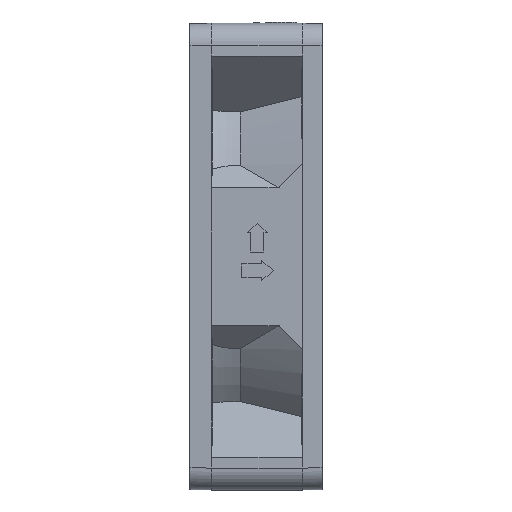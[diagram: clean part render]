
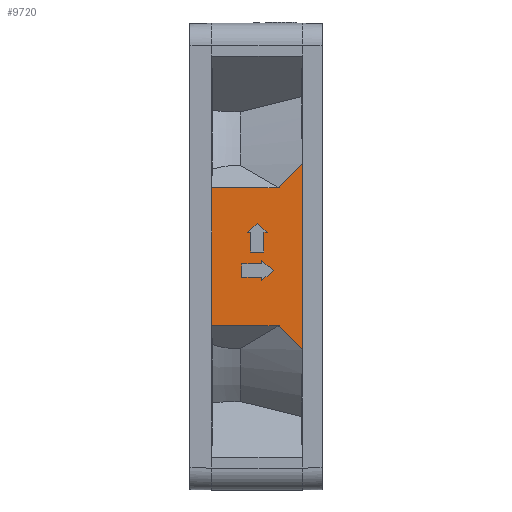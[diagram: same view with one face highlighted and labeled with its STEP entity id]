
A CAD part, left-side view. The second image highlights one B-rep face of the part: STEP entity #9720.
In plain terms, the highlighted planar face has unit normal (-1, 0, 0).
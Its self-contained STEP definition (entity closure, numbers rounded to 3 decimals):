
#1383=DIRECTION('',(0.,0.,-1.));
#1384=VECTOR('',#1383,20.775);
#1385=CARTESIAN_POINT('',(-35.15,16.5,10.388));
#1386=LINE('',#1385,#1384);
#1439=CARTESIAN_POINT('',(-35.15,2.9,-14.043));
#1440=CARTESIAN_POINT('',(-35.15,3.345,-13.63));
#1441=CARTESIAN_POINT('',(-35.15,4.196,-12.809));
#1442=CARTESIAN_POINT('',(-35.15,5.357,-11.59));
#1443=CARTESIAN_POINT('',(-35.15,6.053,-10.787));
#1444=CARTESIAN_POINT('',(-35.15,6.381,-10.388));
#1446=DIRECTION('',(0.,1.,0.));
#1447=VECTOR('',#1446,10.119);
#1448=CARTESIAN_POINT('',(-35.15,6.381,-10.388));
#1449=LINE('',#1448,#1447);
#1450=DIRECTION('',(0.,1.,0.));
#1451=VECTOR('',#1450,10.119);
#1452=CARTESIAN_POINT('',(-35.15,6.381,10.388));
#1453=LINE('',#1452,#1451);
#1454=CARTESIAN_POINT('',(-35.15,2.9,14.043));
#1455=CARTESIAN_POINT('',(-35.15,3.346,13.629));
#1456=CARTESIAN_POINT('',(-35.15,4.199,12.806));
#1457=CARTESIAN_POINT('',(-35.15,5.359,11.588));
#1458=CARTESIAN_POINT('',(-35.15,6.054,10.786));
#1459=CARTESIAN_POINT('',(-35.15,6.381,10.388));
#1461=DIRECTION('',(0.,0.768,-0.64));
#1462=VECTOR('',#1461,1.953);
#1463=CARTESIAN_POINT('',(-35.15,9.655,4.95));
#1464=LINE('',#1463,#1462);
#1465=DIRECTION('',(0.,-1.,0.));
#1466=VECTOR('',#1465,0.5);
#1467=CARTESIAN_POINT('',(-35.15,11.155,3.7));
#1468=LINE('',#1467,#1466);
#1469=DIRECTION('',(0.,0.,-1.));
#1470=VECTOR('',#1469,3.);
#1471=CARTESIAN_POINT('',(-35.15,10.655,3.7));
#1472=LINE('',#1471,#1470);
#1473=DIRECTION('',(0.,-1.,0.));
#1474=VECTOR('',#1473,2.);
#1475=CARTESIAN_POINT('',(-35.15,10.655,0.7));
#1476=LINE('',#1475,#1474);
#1477=DIRECTION('',(0.,0.,1.));
#1478=VECTOR('',#1477,3.);
#1479=CARTESIAN_POINT('',(-35.15,8.655,0.7));
#1480=LINE('',#1479,#1478);
#1481=DIRECTION('',(0.,-1.,0.));
#1482=VECTOR('',#1481,0.5);
#1483=CARTESIAN_POINT('',(-35.15,8.655,3.7));
#1484=LINE('',#1483,#1482);
#1485=DIRECTION('',(0.,0.768,0.64));
#1486=VECTOR('',#1485,1.953);
#1487=CARTESIAN_POINT('',(-35.15,8.155,3.7));
#1488=LINE('',#1487,#1486);
#1489=DIRECTION('',(0.,0.,-1.));
#1490=VECTOR('',#1489,0.5);
#1491=CARTESIAN_POINT('',(-35.15,9.,-0.6));
#1492=LINE('',#1491,#1490);
#1493=DIRECTION('',(0.,1.,0.));
#1494=VECTOR('',#1493,3.);
#1495=CARTESIAN_POINT('',(-35.15,9.,-1.1));
#1496=LINE('',#1495,#1494);
#1497=DIRECTION('',(0.,0.,-1.));
#1498=VECTOR('',#1497,2.);
#1499=CARTESIAN_POINT('',(-35.15,12.,-1.1));
#1500=LINE('',#1499,#1498);
#1501=DIRECTION('',(0.,-1.,0.));
#1502=VECTOR('',#1501,3.);
#1503=CARTESIAN_POINT('',(-35.15,12.,-3.1));
#1504=LINE('',#1503,#1502);
#1505=DIRECTION('',(0.,0.,-1.));
#1506=VECTOR('',#1505,0.5);
#1507=CARTESIAN_POINT('',(-35.15,9.,-3.1));
#1508=LINE('',#1507,#1506);
#1509=DIRECTION('',(0.,-0.768,0.64));
#1510=VECTOR('',#1509,2.343);
#1511=CARTESIAN_POINT('',(-35.15,9.,-3.6));
#1512=LINE('',#1511,#1510);
#1513=DIRECTION('',(0.,0.768,0.64));
#1514=VECTOR('',#1513,2.343);
#1515=CARTESIAN_POINT('',(-35.15,7.2,-2.1));
#1516=LINE('',#1515,#1514);
#6477=DIRECTION('',(0.,0.,1.));
#6478=VECTOR('',#6477,28.086);
#6479=CARTESIAN_POINT('',(-35.15,2.9,-14.043));
#6480=LINE('',#6479,#6478);
#6663=CARTESIAN_POINT('',(-35.15,6.381,-10.388));
#6693=CARTESIAN_POINT('',(-35.15,6.381,10.388));
#7064=VERTEX_POINT('',#6693);
#7171=CARTESIAN_POINT('',(-35.15,16.5,10.388));
#7172=VERTEX_POINT('',#7171);
#7176=VERTEX_POINT('',#1454);
#7343=CARTESIAN_POINT('',(-35.15,2.9,-14.043));
#7345=VERTEX_POINT('',#7343);
#7421=VERTEX_POINT('',#6663);
#7423=CARTESIAN_POINT('',(-35.15,16.5,-10.388));
#7424=VERTEX_POINT('',#7423);
#8035=CARTESIAN_POINT('',(-35.15,9.655,4.95));
#8036=CARTESIAN_POINT('',(-35.15,11.155,3.7));
#8037=VERTEX_POINT('',#8035);
#8038=VERTEX_POINT('',#8036);
#8039=CARTESIAN_POINT('',(-35.15,8.155,3.7));
#8040=VERTEX_POINT('',#8039);
#8041=CARTESIAN_POINT('',(-35.15,8.655,3.7));
#8042=VERTEX_POINT('',#8041);
#8043=CARTESIAN_POINT('',(-35.15,8.655,0.7));
#8044=VERTEX_POINT('',#8043);
#8045=CARTESIAN_POINT('',(-35.15,10.655,0.7));
#8046=VERTEX_POINT('',#8045);
#8047=CARTESIAN_POINT('',(-35.15,10.655,3.7));
#8048=VERTEX_POINT('',#8047);
#8049=CARTESIAN_POINT('',(-35.15,9.,-0.6));
#8050=CARTESIAN_POINT('',(-35.15,9.,-1.1));
#8051=VERTEX_POINT('',#8049);
#8052=VERTEX_POINT('',#8050);
#8053=CARTESIAN_POINT('',(-35.15,7.2,-2.1));
#8054=VERTEX_POINT('',#8053);
#8055=CARTESIAN_POINT('',(-35.15,9.,-3.6));
#8056=VERTEX_POINT('',#8055);
#8057=CARTESIAN_POINT('',(-35.15,9.,-3.1));
#8058=VERTEX_POINT('',#8057);
#8059=CARTESIAN_POINT('',(-35.15,12.,-3.1));
#8060=VERTEX_POINT('',#8059);
#8061=CARTESIAN_POINT('',(-35.15,12.,-1.1));
#8062=VERTEX_POINT('',#8061);
#9670=CARTESIAN_POINT('',(-35.15,-0.1,0.));
#9671=DIRECTION('',(-1.,0.,0.));
#9672=DIRECTION('',(0.,0.,1.));
#9673=AXIS2_PLACEMENT_3D('',#9670,#9671,#9672);
#9674=PLANE('',#9673);
#9676=ORIENTED_EDGE('',*,*,#9675,.F.);
#9678=ORIENTED_EDGE('',*,*,#9677,.T.);
#9680=ORIENTED_EDGE('',*,*,#9679,.T.);
#9681=ORIENTED_EDGE('',*,*,#9623,.F.);
#9683=ORIENTED_EDGE('',*,*,#9682,.F.);
#9685=ORIENTED_EDGE('',*,*,#9684,.F.);
#9686=EDGE_LOOP('',(#9676,#9678,#9680,#9681,#9683,#9685));
#9687=FACE_OUTER_BOUND('',#9686,.F.);
#9689=ORIENTED_EDGE('',*,*,#9688,.T.);
#9691=ORIENTED_EDGE('',*,*,#9690,.T.);
#9693=ORIENTED_EDGE('',*,*,#9692,.T.);
#9695=ORIENTED_EDGE('',*,*,#9694,.T.);
#9697=ORIENTED_EDGE('',*,*,#9696,.T.);
#9699=ORIENTED_EDGE('',*,*,#9698,.T.);
#9701=ORIENTED_EDGE('',*,*,#9700,.T.);
#9702=EDGE_LOOP('',(#9689,#9691,#9693,#9695,#9697,#9699,#9701));
#9703=FACE_BOUND('',#9702,.F.);
#9705=ORIENTED_EDGE('',*,*,#9704,.T.);
#9707=ORIENTED_EDGE('',*,*,#9706,.T.);
#9709=ORIENTED_EDGE('',*,*,#9708,.T.);
#9711=ORIENTED_EDGE('',*,*,#9710,.T.);
#9713=ORIENTED_EDGE('',*,*,#9712,.T.);
#9715=ORIENTED_EDGE('',*,*,#9714,.T.);
#9717=ORIENTED_EDGE('',*,*,#9716,.T.);
#9718=EDGE_LOOP('',(#9705,#9707,#9709,#9711,#9713,#9715,#9717));
#9719=FACE_BOUND('',#9718,.F.);
#1445=B_SPLINE_CURVE_WITH_KNOTS('',3,(#1439,#1440,#1441,#1442,#1443,#1444),
.UNSPECIFIED.,.F.,.F.,(4,1,1,4),(0.,0.333,0.667,1.),
.UNSPECIFIED.);
#1460=B_SPLINE_CURVE_WITH_KNOTS('',3,(#1454,#1455,#1456,#1457,#1458,#1459),
.UNSPECIFIED.,.F.,.F.,(4,1,1,4),(0.,0.333,0.667,1.),
.UNSPECIFIED.);
#9623=EDGE_CURVE('',#7172,#7424,#1386,.T.);
#9675=EDGE_CURVE('',#7345,#7176,#6480,.T.);
#9677=EDGE_CURVE('',#7345,#7421,#1445,.T.);
#9679=EDGE_CURVE('',#7421,#7424,#1449,.T.);
#9682=EDGE_CURVE('',#7064,#7172,#1453,.T.);
#9684=EDGE_CURVE('',#7176,#7064,#1460,.T.);
#9688=EDGE_CURVE('',#8037,#8038,#1464,.T.);
#9690=EDGE_CURVE('',#8038,#8048,#1468,.T.);
#9692=EDGE_CURVE('',#8048,#8046,#1472,.T.);
#9694=EDGE_CURVE('',#8046,#8044,#1476,.T.);
#9696=EDGE_CURVE('',#8044,#8042,#1480,.T.);
#9698=EDGE_CURVE('',#8042,#8040,#1484,.T.);
#9700=EDGE_CURVE('',#8040,#8037,#1488,.T.);
#9704=EDGE_CURVE('',#8051,#8052,#1492,.T.);
#9706=EDGE_CURVE('',#8052,#8062,#1496,.T.);
#9708=EDGE_CURVE('',#8062,#8060,#1500,.T.);
#9710=EDGE_CURVE('',#8060,#8058,#1504,.T.);
#9712=EDGE_CURVE('',#8058,#8056,#1508,.T.);
#9714=EDGE_CURVE('',#8056,#8054,#1512,.T.);
#9716=EDGE_CURVE('',#8054,#8051,#1516,.T.);
#9720=ADVANCED_FACE('',(#9687,#9703,#9719),#9674,.T.);
